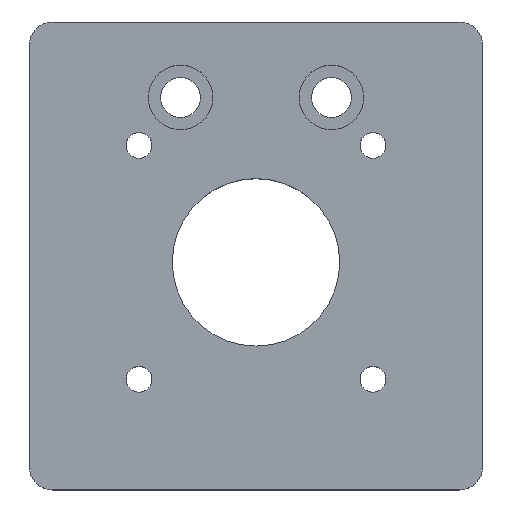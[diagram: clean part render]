
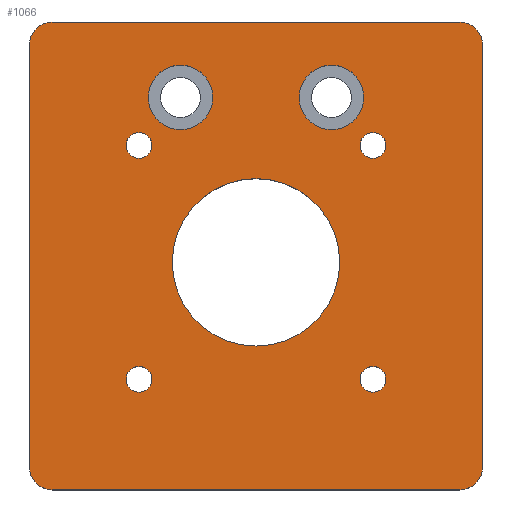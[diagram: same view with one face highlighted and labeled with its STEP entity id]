
A CAD part, top view. The second image highlights one B-rep face of the part: STEP entity #1066.
In plain terms, the highlighted planar face has unit normal (0, 0, 1).
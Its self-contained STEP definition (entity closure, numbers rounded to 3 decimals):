
#58=FACE_BOUND('',#260,.T.);
#59=FACE_BOUND('',#261,.T.);
#60=FACE_BOUND('',#262,.T.);
#61=FACE_BOUND('',#263,.T.);
#62=FACE_BOUND('',#264,.T.);
#63=FACE_BOUND('',#265,.T.);
#64=FACE_BOUND('',#266,.T.);
#92=PLANE('',#1206);
#154=FACE_OUTER_BOUND('',#259,.T.);
#259=EDGE_LOOP('',(#956,#957,#958,#959,#960,#961,#962,#963));
#260=EDGE_LOOP('',(#964));
#261=EDGE_LOOP('',(#965));
#262=EDGE_LOOP('',(#966));
#263=EDGE_LOOP('',(#967));
#264=EDGE_LOOP('',(#968));
#265=EDGE_LOOP('',(#969));
#266=EDGE_LOOP('',(#970));
#309=CIRCLE('',#1147,3.);
#321=CIRCLE('',#1161,3.);
#322=CIRCLE('',#1163,3.);
#323=CIRCLE('',#1165,3.);
#332=CIRCLE('',#1183,4.275);
#335=CIRCLE('',#1188,4.275);
#338=CIRCLE('',#1193,11.1);
#339=CIRCLE('',#1197,1.7);
#340=CIRCLE('',#1199,1.7);
#341=CIRCLE('',#1201,1.7);
#342=CIRCLE('',#1203,1.7);
#387=LINE('',#1727,#447);
#393=LINE('',#1739,#453);
#401=LINE('',#1840,#461);
#402=LINE('',#1842,#462);
#447=VECTOR('',#1403,56.);
#453=VECTOR('',#1413,56.);
#461=VECTOR('',#1539,54.);
#462=VECTOR('',#1542,54.);
#523=VERTEX_POINT('',#1724);
#524=VERTEX_POINT('',#1726);
#527=VERTEX_POINT('',#1736);
#528=VERTEX_POINT('',#1738);
#529=VERTEX_POINT('',#1742);
#541=VERTEX_POINT('',#1771);
#542=VERTEX_POINT('',#1775);
#543=VERTEX_POINT('',#1779);
#552=VERTEX_POINT('',#1807);
#555=VERTEX_POINT('',#1815);
#558=VERTEX_POINT('',#1823);
#559=VERTEX_POINT('',#1828);
#560=VERTEX_POINT('',#1831);
#561=VERTEX_POINT('',#1834);
#562=VERTEX_POINT('',#1837);
#649=EDGE_CURVE('',#524,#523,#387,.T.);
#655=EDGE_CURVE('',#528,#527,#393,.T.);
#657=EDGE_CURVE('',#524,#529,#309,.T.);
#672=EDGE_CURVE('',#541,#527,#321,.T.);
#674=EDGE_CURVE('',#528,#542,#322,.T.);
#676=EDGE_CURVE('',#543,#523,#323,.T.);
#686=EDGE_CURVE('',#552,#552,#332,.T.);
#689=EDGE_CURVE('',#555,#555,#335,.T.);
#692=EDGE_CURVE('',#558,#558,#338,.T.);
#693=EDGE_CURVE('',#559,#559,#339,.T.);
#694=EDGE_CURVE('',#560,#560,#340,.T.);
#695=EDGE_CURVE('',#561,#561,#341,.T.);
#696=EDGE_CURVE('',#562,#562,#342,.T.);
#697=EDGE_CURVE('',#543,#542,#401,.T.);
#698=EDGE_CURVE('',#541,#529,#402,.T.);
#956=ORIENTED_EDGE('',*,*,#657,.F.);
#957=ORIENTED_EDGE('',*,*,#649,.T.);
#958=ORIENTED_EDGE('',*,*,#676,.F.);
#959=ORIENTED_EDGE('',*,*,#697,.T.);
#960=ORIENTED_EDGE('',*,*,#674,.F.);
#961=ORIENTED_EDGE('',*,*,#655,.T.);
#962=ORIENTED_EDGE('',*,*,#672,.F.);
#963=ORIENTED_EDGE('',*,*,#698,.T.);
#964=ORIENTED_EDGE('',*,*,#686,.T.);
#965=ORIENTED_EDGE('',*,*,#689,.T.);
#966=ORIENTED_EDGE('',*,*,#692,.T.);
#967=ORIENTED_EDGE('',*,*,#693,.T.);
#968=ORIENTED_EDGE('',*,*,#694,.T.);
#969=ORIENTED_EDGE('',*,*,#695,.T.);
#970=ORIENTED_EDGE('',*,*,#696,.T.);
#1066=ADVANCED_FACE('',(#154,#58,#59,#60,#61,#62,#63,#64),#92,.T.);
#1147=AXIS2_PLACEMENT_3D('',#1743,#1417,#1418);
#1161=AXIS2_PLACEMENT_3D('',#1772,#1448,#1449);
#1163=AXIS2_PLACEMENT_3D('',#1776,#1453,#1454);
#1165=AXIS2_PLACEMENT_3D('',#1780,#1458,#1459);
#1183=AXIS2_PLACEMENT_3D('',#1808,#1495,#1496);
#1188=AXIS2_PLACEMENT_3D('',#1816,#1505,#1506);
#1193=AXIS2_PLACEMENT_3D('',#1824,#1515,#1516);
#1197=AXIS2_PLACEMENT_3D('',#1829,#1523,#1524);
#1199=AXIS2_PLACEMENT_3D('',#1832,#1527,#1528);
#1201=AXIS2_PLACEMENT_3D('',#1835,#1531,#1532);
#1203=AXIS2_PLACEMENT_3D('',#1838,#1535,#1536);
#1206=AXIS2_PLACEMENT_3D('',#1843,#1543,#1544);
#1403=DIRECTION('',(0.,1.,0.));
#1413=DIRECTION('',(0.,-1.,0.));
#1417=DIRECTION('center_axis',(0.,0.,-1.));
#1418=DIRECTION('ref_axis',(0.707,-0.707,0.));
#1448=DIRECTION('center_axis',(0.,0.,-1.));
#1449=DIRECTION('ref_axis',(-0.707,-0.707,0.));
#1453=DIRECTION('center_axis',(0.,0.,-1.));
#1454=DIRECTION('ref_axis',(-0.707,0.707,0.));
#1458=DIRECTION('center_axis',(0.,0.,-1.));
#1459=DIRECTION('ref_axis',(0.707,0.707,0.));
#1495=DIRECTION('center_axis',(0.,0.,-1.));
#1496=DIRECTION('ref_axis',(1.,0.,0.));
#1505=DIRECTION('center_axis',(0.,0.,-1.));
#1506=DIRECTION('ref_axis',(1.,0.,0.));
#1515=DIRECTION('center_axis',(0.,0.,-1.));
#1516=DIRECTION('ref_axis',(-1.,0.,0.));
#1523=DIRECTION('center_axis',(0.,0.,-1.));
#1524=DIRECTION('ref_axis',(-1.,0.,0.));
#1527=DIRECTION('center_axis',(0.,0.,-1.));
#1528=DIRECTION('ref_axis',(-1.,0.,0.));
#1531=DIRECTION('center_axis',(0.,0.,-1.));
#1532=DIRECTION('ref_axis',(-1.,0.,0.));
#1535=DIRECTION('center_axis',(0.,0.,-1.));
#1536=DIRECTION('ref_axis',(-1.,0.,0.));
#1539=DIRECTION('',(-1.,0.,0.));
#1542=DIRECTION('',(1.,0.,0.));
#1543=DIRECTION('center_axis',(0.,0.,1.));
#1544=DIRECTION('ref_axis',(1.,0.,0.));
#1724=CARTESIAN_POINT('',(60.,59.,13.));
#1726=CARTESIAN_POINT('',(60.,3.,13.));
#1727=CARTESIAN_POINT('',(60.,0.,13.));
#1736=CARTESIAN_POINT('',(0.,3.,13.));
#1738=CARTESIAN_POINT('',(0.,59.,13.));
#1739=CARTESIAN_POINT('',(0.,62.,13.));
#1742=CARTESIAN_POINT('',(57.,0.,13.));
#1743=CARTESIAN_POINT('Origin',(57.,3.,13.));
#1771=CARTESIAN_POINT('',(3.,0.,13.));
#1772=CARTESIAN_POINT('Origin',(3.,3.,13.));
#1775=CARTESIAN_POINT('',(3.,62.,13.));
#1776=CARTESIAN_POINT('Origin',(3.,59.,13.));
#1779=CARTESIAN_POINT('',(57.,62.,13.));
#1780=CARTESIAN_POINT('Origin',(57.,59.,13.));
#1807=CARTESIAN_POINT('',(24.275,52.,13.));
#1808=CARTESIAN_POINT('Origin',(20.,52.,13.));
#1815=CARTESIAN_POINT('',(44.275,52.,13.));
#1816=CARTESIAN_POINT('Origin',(40.,52.,13.));
#1823=CARTESIAN_POINT('',(41.1,30.15,13.));
#1824=CARTESIAN_POINT('Origin',(30.,30.15,13.));
#1828=CARTESIAN_POINT('',(16.2,14.65,13.));
#1829=CARTESIAN_POINT('Origin',(14.5,14.65,13.));
#1831=CARTESIAN_POINT('',(16.2,45.65,13.));
#1832=CARTESIAN_POINT('Origin',(14.5,45.65,13.));
#1834=CARTESIAN_POINT('',(47.2,45.65,13.));
#1835=CARTESIAN_POINT('Origin',(45.5,45.65,13.));
#1837=CARTESIAN_POINT('',(47.2,14.65,13.));
#1838=CARTESIAN_POINT('Origin',(45.5,14.65,13.));
#1840=CARTESIAN_POINT('',(60.,62.,13.));
#1842=CARTESIAN_POINT('',(0.,0.,13.));
#1843=CARTESIAN_POINT('Origin',(30.,31.,13.));
